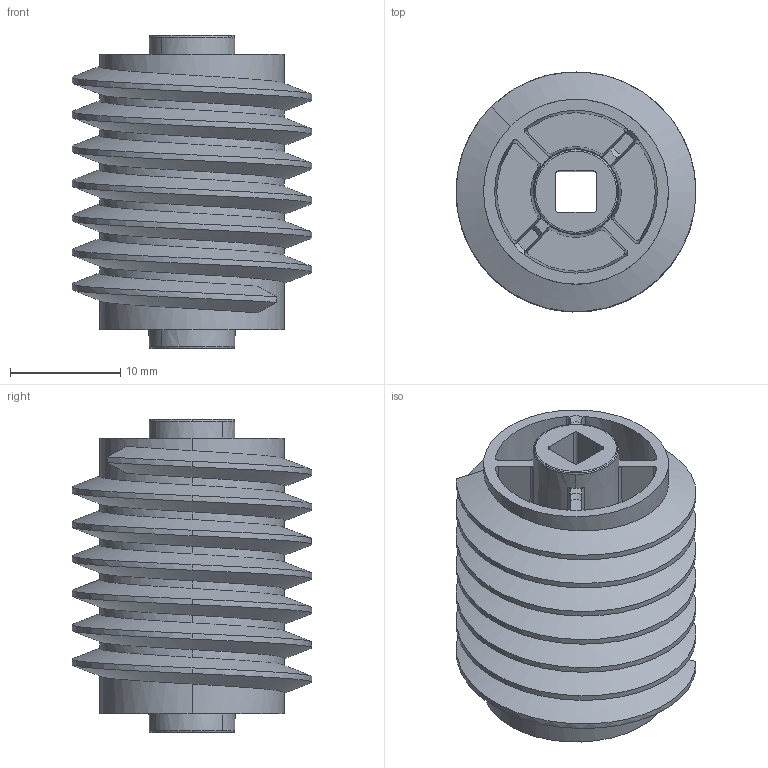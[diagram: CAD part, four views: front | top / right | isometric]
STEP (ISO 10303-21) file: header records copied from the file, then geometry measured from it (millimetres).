
FILE_DESCRIPTION((''),'2;1');
FILE_NAME('MANIFOLD_SOLID_BREP_800','2019-08-06T',('User'),(''),'PRO/ENGINEER BY PARAMETRIC TECHNOLOGY CORPORATION, 2009360','PRO/ENGINEER BY PARAMETRIC TECHNOLOGY CORPORATION, 2009360','');
FILE_SCHEMA(('AUTOMOTIVE_DESIGN_CC2 { 1 2 10303 214 -1 1 5 2 }'));
Length unit declared in the file: millimetre
Products named in the file (1): MANIFOLD_SOLID_BREP_800
Bounding box: 21.73 x 21.73 x 28.4 mm (x, y, z)
Volume: 4439.3 mm3; surface area: 5585.9 mm2
Topology: 1 solids, 1 shells, 128 faces, 410 edges, 286 vertices
Faces by surface type: plane 38, bspline 34, cylinder 32, cone 16, torus 8
Entity records: 11688 total; most frequent: CARTESIAN_POINT 6184, ORIENTED_EDGE 820, PRESENTATION_STYLE_ASSIGNMENT 539, DIRECTION 532, STYLED_ITEM 411, CURVE_STYLE 410, EDGE_CURVE 410, VERTEX_POINT 286
